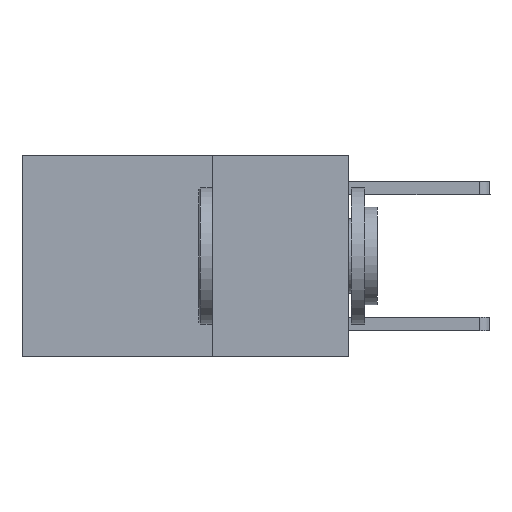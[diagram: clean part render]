
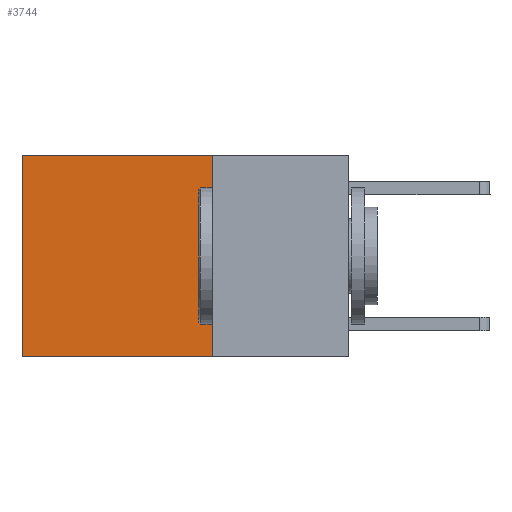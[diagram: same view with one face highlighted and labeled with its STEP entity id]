
A CAD part, left-side view. The second image highlights one B-rep face of the part: STEP entity #3744.
In plain terms, the highlighted planar face has unit normal (-1, 0, 0).
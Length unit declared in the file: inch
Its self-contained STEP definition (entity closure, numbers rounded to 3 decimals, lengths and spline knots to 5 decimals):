
#190 = VECTOR ( 'NONE', #1041, 39.37008 ) ;
#379 = VECTOR ( 'NONE', #5943, 39.37008 ) ;
#1041 = DIRECTION ( 'NONE',  ( 0., 0., -1. ) ) ;
#1137 = CARTESIAN_POINT ( 'NONE',  ( 0.2625, 0.6, 0. ) ) ;
#1290 = DIRECTION ( 'NONE',  ( 0., 1., 0. ) ) ;
#1317 = EDGE_CURVE ( 'NONE', #7792, #4316, #11569, .T. ) ;
#1354 = CARTESIAN_POINT ( 'NONE',  ( 0.2625, 0.25, 0. ) ) ;
#2188 = VECTOR ( 'NONE', #1290, 39.37008 ) ;
#2277 = ORIENTED_EDGE ( 'NONE', *, *, #5167, .T. ) ;
#2405 = ORIENTED_EDGE ( 'NONE', *, *, #7084, .F. ) ;
#3277 = PLANE ( 'NONE',  #3947 ) ;
#3546 = DIRECTION ( 'NONE',  ( 0., 1., 0. ) ) ;
#3744 = ADVANCED_FACE ( 'NONE', ( #5463 ), #3277, .F. ) ;
#3947 = AXIS2_PLACEMENT_3D ( 'NONE', #7010, #4177, #10355 ) ;
#4177 = DIRECTION ( 'NONE',  ( 1., 0., 0. ) ) ;
#4316 = VERTEX_POINT ( 'NONE', #1137 ) ;
#4783 = EDGE_CURVE ( 'NONE', #7792, #7971, #7955, .T. ) ;
#4976 = LINE ( 'NONE', #6381, #7216 ) ;
#5167 = EDGE_CURVE ( 'NONE', #4316, #11148, #7803, .T. ) ;
#5463 = FACE_OUTER_BOUND ( 'NONE', #6724, .T. ) ;
#5581 = ORIENTED_EDGE ( 'NONE', *, *, #4783, .F. ) ;
#5897 = ORIENTED_EDGE ( 'NONE', *, *, #1317, .T. ) ;
#5943 = DIRECTION ( 'NONE',  ( 0., 0., -1. ) ) ;
#6381 = CARTESIAN_POINT ( 'NONE',  ( 0.2625, 0.25, -0.37 ) ) ;
#6724 = EDGE_LOOP ( 'NONE', ( #2277, #2405, #5581, #5897 ) ) ;
#6822 = CARTESIAN_POINT ( 'NONE',  ( 0.2625, 0.6, 0. ) ) ;
#6975 = CARTESIAN_POINT ( 'NONE',  ( 0.2625, 0.6, -0.37 ) ) ;
#7010 = CARTESIAN_POINT ( 'NONE',  ( 0.2625, 0.25, 0. ) ) ;
#7084 = EDGE_CURVE ( 'NONE', #7971, #11148, #4976, .T. ) ;
#7216 = VECTOR ( 'NONE', #3546, 39.37008 ) ;
#7792 = VERTEX_POINT ( 'NONE', #8971 ) ;
#7803 = LINE ( 'NONE', #6822, #190 ) ;
#7955 = LINE ( 'NONE', #9414, #379 ) ;
#7971 = VERTEX_POINT ( 'NONE', #9943 ) ;
#8971 = CARTESIAN_POINT ( 'NONE',  ( 0.2625, 0.25, 0. ) ) ;
#9414 = CARTESIAN_POINT ( 'NONE',  ( 0.2625, 0.25, 0. ) ) ;
#9943 = CARTESIAN_POINT ( 'NONE',  ( 0.2625, 0.25, -0.37 ) ) ;
#10355 = DIRECTION ( 'NONE',  ( 0., 0., -1. ) ) ;
#11148 = VERTEX_POINT ( 'NONE', #6975 ) ;
#11569 = LINE ( 'NONE', #1354, #2188 ) ;
